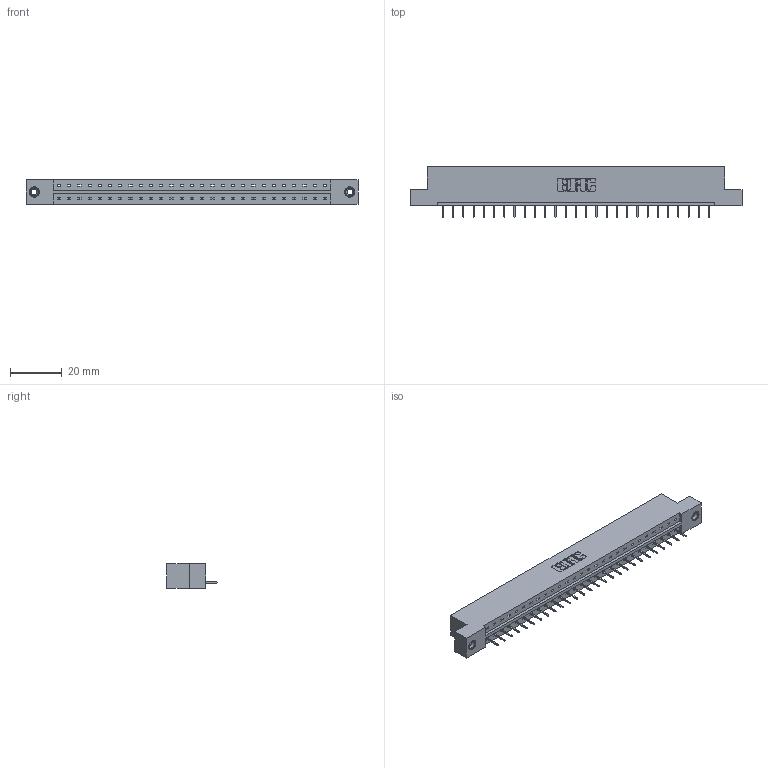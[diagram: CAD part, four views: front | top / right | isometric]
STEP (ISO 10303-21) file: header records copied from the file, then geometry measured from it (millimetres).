
FILE_DESCRIPTION (( 'STEP AP203' ), '1' );
FILE_NAME ('333-027-524-108.STEP', '2018-08-02T13:55:48', ( '' ), ( '' ), 'SwSTEP 2.0', 'SolidWorks 2016', '' );
FILE_SCHEMA (( 'CONFIG_CONTROL_DESIGN' ));
Length unit declared in the file: inch
Products named in the file (4): 333 Part_Flush - .156 Dia - TI; 345-292-001_345-293-124; 345-250-001_345-250-003-102; 333-027-524-108
Assembly tree (30 placements, depth 2):
  333-027-524-108
    333 Part_Flush - .156 Dia - TI
    345-292-001_345-293-124  x27
    345-250-001_345-250-003-102  x2
Bounding box: 128.52 x 19.69 x 9.4 mm (x, y, z)
Volume: 12691 mm3; surface area: 13292.5 mm2
Topology: 30 solids, 30 shells, 1848 faces, 5307 edges, 3422 vertices
Faces by surface type: plane 1398, cylinder 434, cone 12, torus 4
Entity records: 19706 total; most frequent: CARTESIAN_POINT 3382, ORIENTED_EDGE 3338, DIRECTION 2917, EDGE_CURVE 1669, LINE 1525, VECTOR 1525, VERTEX_POINT 1104, AXIS2_PLACEMENT_3D 696
